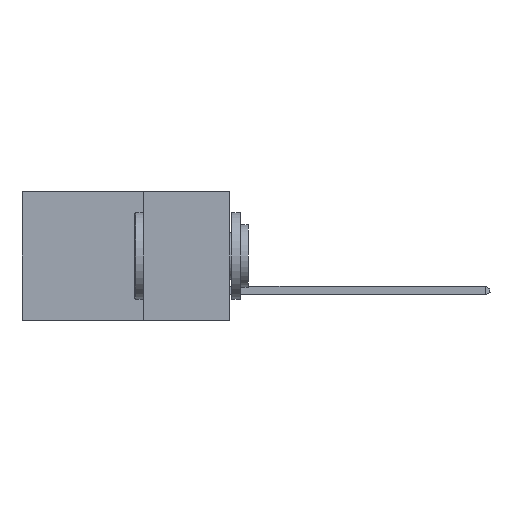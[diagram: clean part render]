
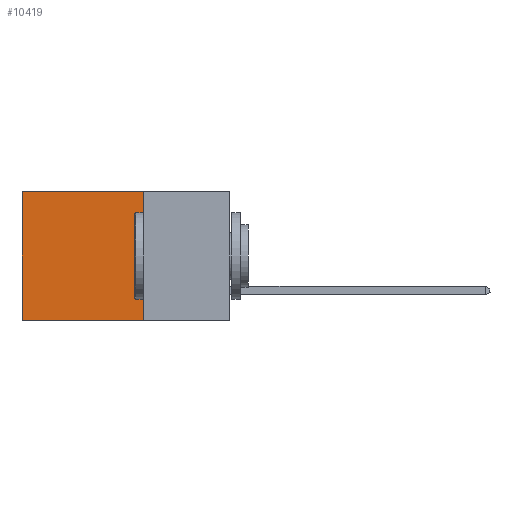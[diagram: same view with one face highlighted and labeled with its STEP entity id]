
A CAD part, left-side view. The second image highlights one B-rep face of the part: STEP entity #10419.
In plain terms, the highlighted planar face has unit normal (-1, 0, 0).
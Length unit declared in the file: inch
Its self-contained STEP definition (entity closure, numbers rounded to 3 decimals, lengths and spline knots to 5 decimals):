
#861 = EDGE_CURVE ( 'NONE', #16403, #15179, #6798, .T. ) ;
#1502 = AXIS2_PLACEMENT_3D ( 'NONE', #9864, #12709, #4477 ) ;
#2418 = DIRECTION ( 'NONE',  ( 0., 1., 0. ) ) ;
#2585 = CARTESIAN_POINT ( 'NONE',  ( 0.298, 0.25, -0.37 ) ) ;
#2593 = CARTESIAN_POINT ( 'NONE',  ( 0.298, 0.6, 0. ) ) ;
#2644 = VECTOR ( 'NONE', #2418, 39.37008 ) ;
#3920 = DIRECTION ( 'NONE',  ( 0., 0., -1. ) ) ;
#4222 = EDGE_CURVE ( 'NONE', #15697, #4303, #10057, .T. ) ;
#4303 = VERTEX_POINT ( 'NONE', #6691 ) ;
#4477 = DIRECTION ( 'NONE',  ( 0., 0., -1. ) ) ;
#4875 = EDGE_LOOP ( 'NONE', ( #6466, #7253, #9939, #7220 ) ) ;
#5072 = FACE_OUTER_BOUND ( 'NONE', #4875, .T. ) ;
#6402 = CARTESIAN_POINT ( 'NONE',  ( 0.298, 0.25, 0. ) ) ;
#6466 = ORIENTED_EDGE ( 'NONE', *, *, #861, .T. ) ;
#6495 = LINE ( 'NONE', #2585, #2644 ) ;
#6691 = CARTESIAN_POINT ( 'NONE',  ( 0.298, 0.25, -0.37 ) ) ;
#6798 = LINE ( 'NONE', #2593, #17153 ) ;
#7119 = CARTESIAN_POINT ( 'NONE',  ( 0.298, 0.6, -0.37 ) ) ;
#7220 = ORIENTED_EDGE ( 'NONE', *, *, #15769, .T. ) ;
#7253 = ORIENTED_EDGE ( 'NONE', *, *, #14283, .F. ) ;
#7670 = DIRECTION ( 'NONE',  ( 0., 1., 0. ) ) ;
#7932 = DIRECTION ( 'NONE',  ( 0., 0., -1. ) ) ;
#8502 = VECTOR ( 'NONE', #7670, 39.37008 ) ;
#9864 = CARTESIAN_POINT ( 'NONE',  ( 0.298, 0.25, 0. ) ) ;
#9939 = ORIENTED_EDGE ( 'NONE', *, *, #4222, .F. ) ;
#9988 = PLANE ( 'NONE',  #1502 ) ;
#10057 = LINE ( 'NONE', #6402, #13447 ) ;
#10419 = ADVANCED_FACE ( 'NONE', ( #5072 ), #9988, .F. ) ;
#10787 = LINE ( 'NONE', #17347, #8502 ) ;
#12709 = DIRECTION ( 'NONE',  ( 1., 0., 0. ) ) ;
#13447 = VECTOR ( 'NONE', #7932, 39.37008 ) ;
#14283 = EDGE_CURVE ( 'NONE', #4303, #15179, #6495, .T. ) ;
#15179 = VERTEX_POINT ( 'NONE', #7119 ) ;
#15697 = VERTEX_POINT ( 'NONE', #15845 ) ;
#15769 = EDGE_CURVE ( 'NONE', #15697, #16403, #10787, .T. ) ;
#15845 = CARTESIAN_POINT ( 'NONE',  ( 0.298, 0.25, 0. ) ) ;
#16395 = CARTESIAN_POINT ( 'NONE',  ( 0.298, 0.6, 0. ) ) ;
#16403 = VERTEX_POINT ( 'NONE', #16395 ) ;
#17153 = VECTOR ( 'NONE', #3920, 39.37008 ) ;
#17347 = CARTESIAN_POINT ( 'NONE',  ( 0.298, 0.25, 0. ) ) ;
